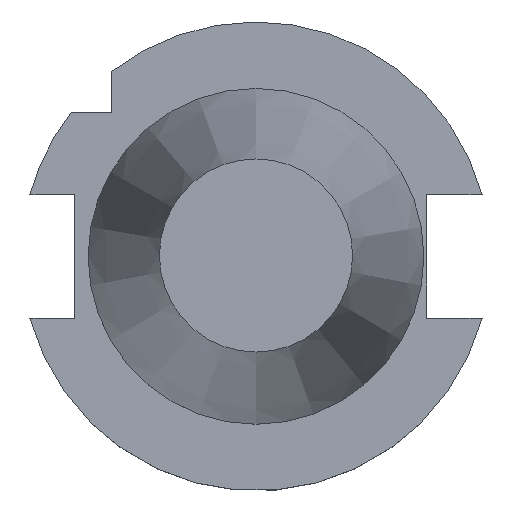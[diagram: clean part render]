
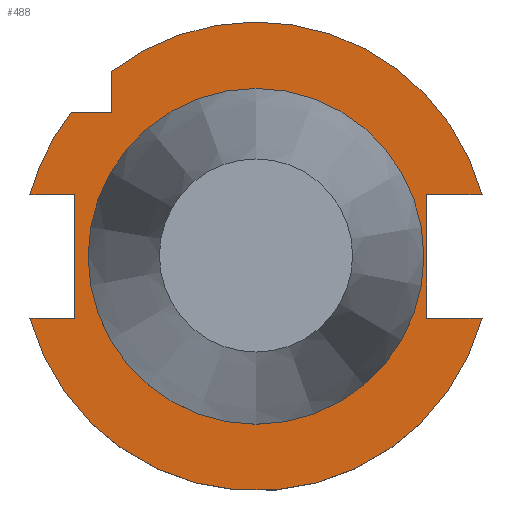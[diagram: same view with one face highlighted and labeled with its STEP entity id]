
A CAD part, top view. The second image highlights one B-rep face of the part: STEP entity #488.
In plain terms, the highlighted planar face has unit normal (0, 0, 1).
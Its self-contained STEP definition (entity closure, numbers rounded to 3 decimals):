
#226=EDGE_CURVE('240[2]',#611,#612,#613,.T.);
#243=EDGE_CURVE('240[2]',#541,#549,#636,.T.);
#247=EDGE_CURVE('240[2]',#641,#642,#643,.T.);
#289=EDGE_CURVE('240[2]',#546,#611,#704,.T.);
#295=EDGE_CURVE('240[2]',#612,#697,#712,.T.);
#328=EDGE_CURVE('240[2]',#760,#641,#761,.T.);
#346=EDGE_CURVE('240[2]',#783,#697,#784,.T.);
#386=EDGE_CURVE('240[2]',#549,#749,#834,.T.);
#392=EDGE_CURVE('240[2]',#760,#749,#840,.T.);
#396=EDGE_CURVE('240[2]',#783,#541,#844,.T.);
#457=EDGE_CURVE('240[2]',#546,#642,#919,.T.);
#475=EDGE_CURVE('240[2]',#942,#942,#943,.T.);
#488=ADVANCED_FACE('240[2]',(#958,#959),#960,.T.);
#541=VERTEX_POINT('',#1014);
#546=VERTEX_POINT('',#1021);
#549=VERTEX_POINT('',#1026);
#611=VERTEX_POINT('',#1136);
#612=VERTEX_POINT('',#1137);
#613=LINE('',#1138,#1139);
#636=LINE('',#1169,#1170);
#641=VERTEX_POINT('',#1177);
#642=VERTEX_POINT('',#1178);
#643=LINE('',#1179,#1180);
#697=VERTEX_POINT('',#1327);
#704=LINE('',#1346,#1347);
#712=LINE('',#1360,#1361);
#749=VERTEX_POINT('',#1419);
#760=VERTEX_POINT('',#1443);
#761=LINE('',#1444,#1445);
#783=VERTEX_POINT('',#1477);
#784=CIRCLE('',#1478,48.75);
#834=LINE('',#1634,#1635);
#840=CIRCLE('',#1645,48.75);
#844=LINE('',#1651,#1652);
#919=CIRCLE('',#1779,48.75);
#942=VERTEX_POINT('',#1815);
#943=CIRCLE('',#1816,34.925);
#958=FACE_BOUND('',#1838,.T.);
#959=FACE_OUTER_BOUND('',#1839,.T.);
#960=PLANE('',#1840);
#1014=CARTESIAN_POINT('',(35.5,-12.85,-3.2));
#1021=CARTESIAN_POINT('',(-47.026,12.85,-3.2));
#1026=CARTESIAN_POINT('',(35.5,12.85,-3.2));
#1136=CARTESIAN_POINT('',(-37.7,12.85,-3.2));
#1137=CARTESIAN_POINT('',(-37.7,-12.85,-3.2));
#1138=CARTESIAN_POINT('',(-37.7,20.919,-3.2));
#1139=VECTOR('',#1972,1.0);
#1169=CARTESIAN_POINT('',(35.5,20.919,-3.2));
#1170=VECTOR('',#2012,1.0);
#1177=CARTESIAN_POINT('',(-30.0,30.0,-3.2));
#1178=CARTESIAN_POINT('',(-38.426,30.0,-3.2));
#1179=CARTESIAN_POINT('',(-18.059,30.0,-3.2));
#1180=VECTOR('',#2016,1.0);
#1327=CARTESIAN_POINT('',(-47.026,-12.85,-3.2));
#1346=CARTESIAN_POINT('',(-21.972,12.85,-3.2));
#1347=VECTOR('',#2081,1.0);
#1360=CARTESIAN_POINT('',(-21.972,-12.85,-3.2));
#1361=VECTOR('',#2084,1.0);
#1419=CARTESIAN_POINT('',(47.026,12.85,-3.2));
#1443=CARTESIAN_POINT('',(-30.0,38.426,-3.2));
#1444=CARTESIAN_POINT('',(-30.0,38.978,-3.2));
#1445=VECTOR('',#2135,1.0);
#1477=CARTESIAN_POINT('',(47.026,-12.85,-3.2));
#1478=AXIS2_PLACEMENT_3D('',#2163,#2164,#2165);
#1634=CARTESIAN_POINT('',(21.422,12.85,-3.2));
#1635=VECTOR('',#2224,1.0);
#1645=AXIS2_PLACEMENT_3D('',#2229,#2230,#2231);
#1651=CARTESIAN_POINT('',(21.422,-12.85,-3.2));
#1652=VECTOR('',#2235,1.0);
#1779=AXIS2_PLACEMENT_3D('',#2335,#2336,#2337);
#1815=CARTESIAN_POINT('',(0.,34.925,-3.2));
#1816=AXIS2_PLACEMENT_3D('',#2357,#2358,#2359);
#1838=EDGE_LOOP('',(#2376));
#1839=EDGE_LOOP('',(#2377,#2378,#2379,#2380,#2381,#2382,#2383,#2384,#2385,#2386,#2387));
#1840=AXIS2_PLACEMENT_3D('',#2388,#2389,#2390);
#1972=DIRECTION('',(0.0,-1.0,0.));
#2012=DIRECTION('',(0.0,1.0,0.));
#2016=DIRECTION('',(-1.0,0.0,0.));
#2081=DIRECTION('',(1.0,0.,0.));
#2084=DIRECTION('',(-1.0,0.,0.));
#2135=DIRECTION('',(0.0,-1.0,0.));
#2163=CARTESIAN_POINT('',(0.,0.,-3.2));
#2164=DIRECTION('',(0.,0.,-1.0));
#2165=DIRECTION('',(0.,1.0,0.));
#2224=DIRECTION('',(1.0,0.,0.));
#2229=CARTESIAN_POINT('',(0.,0.,-3.2));
#2230=DIRECTION('',(0.,0.,-1.0));
#2231=DIRECTION('',(0.,1.0,0.));
#2235=DIRECTION('',(-1.0,0.,0.));
#2335=CARTESIAN_POINT('',(0.,0.,-3.2));
#2336=DIRECTION('',(0.,0.,-1.0));
#2337=DIRECTION('',(0.,1.0,0.));
#2357=CARTESIAN_POINT('',(0.,0.,-3.2));
#2358=DIRECTION('',(0.,0.,-1.0));
#2359=DIRECTION('',(0.,1.0,0.));
#2376=ORIENTED_EDGE('',*,*,#475,.T.);
#2377=ORIENTED_EDGE('',*,*,#328,.T.);
#2378=ORIENTED_EDGE('',*,*,#247,.T.);
#2379=ORIENTED_EDGE('',*,*,#457,.F.);
#2380=ORIENTED_EDGE('',*,*,#289,.T.);
#2381=ORIENTED_EDGE('',*,*,#226,.T.);
#2382=ORIENTED_EDGE('',*,*,#295,.T.);
#2383=ORIENTED_EDGE('',*,*,#346,.F.);
#2384=ORIENTED_EDGE('',*,*,#396,.T.);
#2385=ORIENTED_EDGE('',*,*,#243,.T.);
#2386=ORIENTED_EDGE('',*,*,#386,.T.);
#2387=ORIENTED_EDGE('',*,*,#392,.F.);
#2388=CARTESIAN_POINT('',(0.,41.838,-3.2));
#2389=DIRECTION('',(0.,0.,1.0));
#2390=DIRECTION('',(0.,-1.0,0.));
